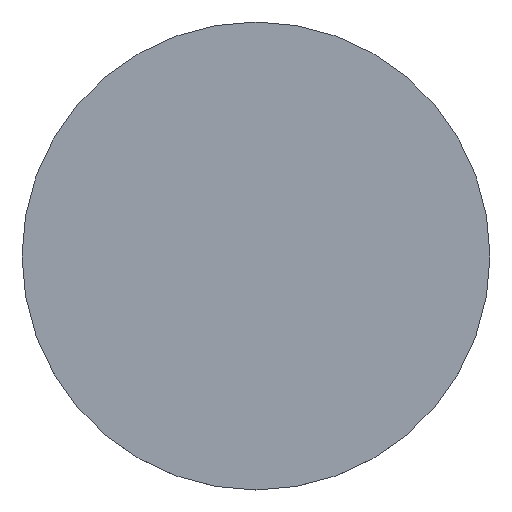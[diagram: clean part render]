
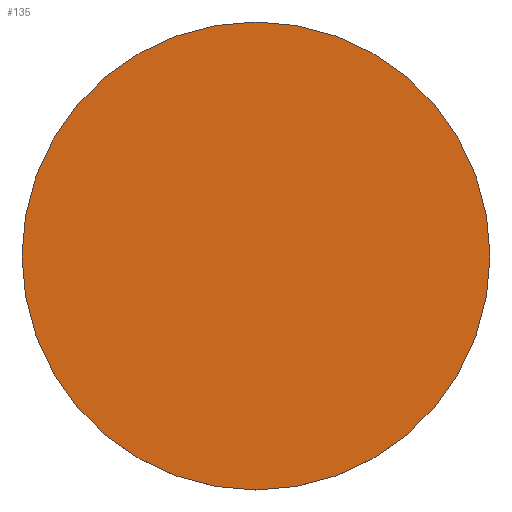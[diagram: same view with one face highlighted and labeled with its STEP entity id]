
A CAD part, top view. The second image highlights one B-rep face of the part: STEP entity #135.
In plain terms, the highlighted planar face has unit normal (0, 0, 1).
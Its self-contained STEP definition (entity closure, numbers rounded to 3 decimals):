
#11 = DIRECTION ( 'NONE',  ( 0., 0., 1. ) ) ;
#23 = FACE_OUTER_BOUND ( 'NONE', #70, .T. ) ;
#38 = DIRECTION ( 'NONE',  ( 1., 0., 0. ) ) ;
#39 = ORIENTED_EDGE ( 'NONE', *, *, #58, .T. ) ;
#58 = EDGE_CURVE ( 'NONE', #111, #143, #126, .T. ) ;
#67 = CARTESIAN_POINT ( 'NONE',  ( 0., 0., 1. ) ) ;
#69 = CARTESIAN_POINT ( 'NONE',  ( 20., 0., 1. ) ) ;
#70 = EDGE_LOOP ( 'NONE', ( #39, #130 ) ) ;
#83 = CIRCLE ( 'NONE', #108, 20. ) ;
#86 = CARTESIAN_POINT ( 'NONE',  ( 0., 0., 1. ) ) ;
#96 = CARTESIAN_POINT ( 'NONE',  ( -20., 0., 1. ) ) ;
#97 = PLANE ( 'NONE',  #156 ) ;
#105 = EDGE_CURVE ( 'NONE', #143, #111, #83, .T. ) ;
#108 = AXIS2_PLACEMENT_3D ( 'NONE', #67, #11, #38 ) ;
#111 = VERTEX_POINT ( 'NONE', #96 ) ;
#119 = DIRECTION ( 'NONE',  ( 0., 0., 1. ) ) ;
#126 = CIRCLE ( 'NONE', #144, 20. ) ;
#130 = ORIENTED_EDGE ( 'NONE', *, *, #105, .T. ) ;
#131 = DIRECTION ( 'NONE',  ( 1., 0., 0. ) ) ;
#135 = ADVANCED_FACE ( 'NONE', ( #23 ), #97, .T. ) ;
#143 = VERTEX_POINT ( 'NONE', #69 ) ;
#144 = AXIS2_PLACEMENT_3D ( 'NONE', #157, #155, #158 ) ;
#155 = DIRECTION ( 'NONE',  ( 0., 0., 1. ) ) ;
#156 = AXIS2_PLACEMENT_3D ( 'NONE', #86, #119, #131 ) ;
#157 = CARTESIAN_POINT ( 'NONE',  ( 0., 0., 1. ) ) ;
#158 = DIRECTION ( 'NONE',  ( 1., 0., 0. ) ) ;
